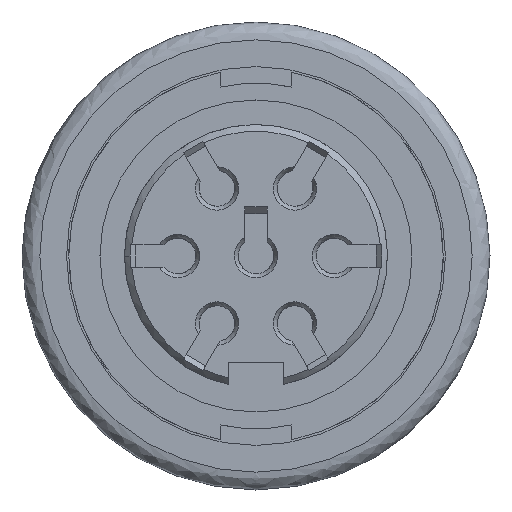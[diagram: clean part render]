
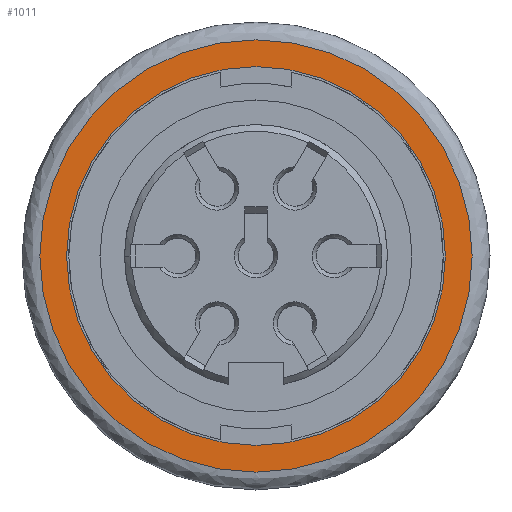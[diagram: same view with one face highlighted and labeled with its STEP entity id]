
A CAD part, front view. The second image highlights one B-rep face of the part: STEP entity #1011.
In plain terms, the highlighted planar face has unit normal (0, -1, 0).
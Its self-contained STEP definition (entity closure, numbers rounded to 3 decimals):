
#597=PLANE('',#10429);
#693=FACE_BOUND('',#2133,.T.);
#694=FACE_BOUND('',#2134,.T.);
#1011=ADVANCED_FACE('3-0-177',(#693,#694),#597,.T.);
#2133=EDGE_LOOP('',(#6079));
#2134=EDGE_LOOP('',(#6080));
#6079=ORIENTED_EDGE('',*,*,#9423,.T.);
#6080=ORIENTED_EDGE('',*,*,#9424,.T.);
#8098=VERTEX_POINT('',#25875);
#8099=VERTEX_POINT('',#25878);
#9423=EDGE_CURVE('',#8098,#8098,#9928,.T.);
#9424=EDGE_CURVE('',#8099,#8099,#9929,.T.);
#9928=CIRCLE('',#10426,8.5);
#9929=CIRCLE('',#10428,9.7);
#10426=AXIS2_PLACEMENT_3D('',#25874,#12043,#12044);
#10428=AXIS2_PLACEMENT_3D('',#25877,#12047,#12048);
#10429=AXIS2_PLACEMENT_3D('',#25879,#12049,#12050);
#12043=DIRECTION('',(0.,1.,0.));
#12044=DIRECTION('',(0.,0.,-1.));
#12047=DIRECTION('',(0.,-1.,0.));
#12048=DIRECTION('',(0.,0.,-1.));
#12049=DIRECTION('',(0.,-1.,0.));
#12050=DIRECTION('',(0.,0.,-1.));
#25874=CARTESIAN_POINT('',(0.,-4.25,0.));
#25875=CARTESIAN_POINT('',(0.,-4.25,-8.5));
#25877=CARTESIAN_POINT('',(0.,-4.25,0.));
#25878=CARTESIAN_POINT('',(0.,-4.25,-9.7));
#25879=CARTESIAN_POINT('',(-10.67,-4.25,10.67));
